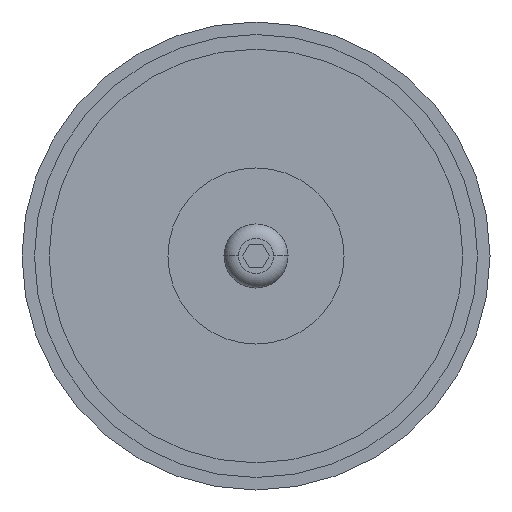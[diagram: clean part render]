
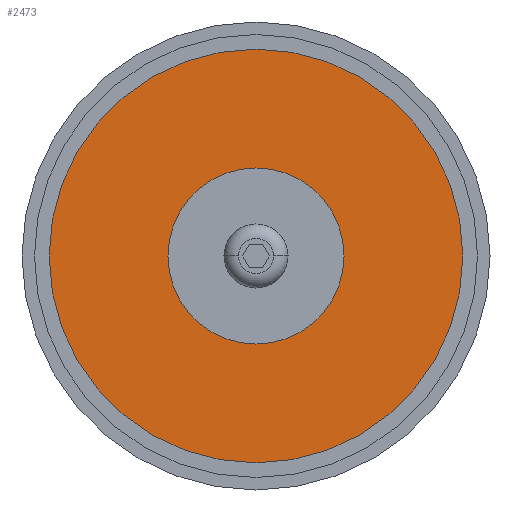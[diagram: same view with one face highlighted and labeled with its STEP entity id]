
A CAD part, left-side view. The second image highlights one B-rep face of the part: STEP entity #2473.
In plain terms, the highlighted face is planar.
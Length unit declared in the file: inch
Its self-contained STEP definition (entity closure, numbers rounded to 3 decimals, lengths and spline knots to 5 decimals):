
#2252=CARTESIAN_POINT('',(0.,0.,0.));
#2253=DIRECTION('',(0.,1.,0.));
#2254=DIRECTION('',(0.,0.,-1.));
#2255=AXIS2_PLACEMENT_3D('',#2252,#2253,#2254);
#2257=CARTESIAN_POINT('',(0.,0.,0.));
#2258=DIRECTION('',(0.,-1.,0.));
#2259=DIRECTION('',(0.,0.,-1.));
#2260=AXIS2_PLACEMENT_3D('',#2257,#2258,#2259);
#2262=CARTESIAN_POINT('',(0.,0.,0.));
#2263=DIRECTION('',(0.,-1.,0.));
#2264=DIRECTION('',(0.,0.,-1.));
#2265=AXIS2_PLACEMENT_3D('',#2262,#2263,#2264);
#2275=CARTESIAN_POINT('',(0.,0.,0.));
#2276=DIRECTION('',(0.,1.,0.));
#2277=DIRECTION('',(0.,0.,-1.));
#2278=AXIS2_PLACEMENT_3D('',#2275,#2276,#2277);
#2429=CARTESIAN_POINT('',(0.,0.,-0.6));
#2431=VERTEX_POINT('',#2429);
#2437=CARTESIAN_POINT('',(0.,0.,0.6));
#2439=VERTEX_POINT('',#2437);
#2440=CARTESIAN_POINT('',(0.,0.,-1.41));
#2442=VERTEX_POINT('',#2440);
#2448=CARTESIAN_POINT('',(0.,0.,1.41));
#2450=VERTEX_POINT('',#2448);
#2456=CARTESIAN_POINT('',(0.,0.,0.));
#2457=DIRECTION('',(0.,-1.,0.));
#2458=DIRECTION('',(0.,0.,1.));
#2459=AXIS2_PLACEMENT_3D('',#2456,#2457,#2458);
#2460=PLANE('',#2459);
#2462=ORIENTED_EDGE('',*,*,#2461,.F.);
#2464=ORIENTED_EDGE('',*,*,#2463,.T.);
#2465=EDGE_LOOP('',(#2462,#2464));
#2466=FACE_OUTER_BOUND('',#2465,.F.);
#2468=ORIENTED_EDGE('',*,*,#2467,.F.);
#2470=ORIENTED_EDGE('',*,*,#2469,.T.);
#2471=EDGE_LOOP('',(#2468,#2470));
#2472=FACE_BOUND('',#2471,.F.);
#2473=ADVANCED_FACE('',(#2466,#2472),#2460,.T.);
#2256=CIRCLE('',#2255,0.6);
#2261=CIRCLE('',#2260,0.6);
#2266=CIRCLE('',#2265,1.41);
#2279=CIRCLE('',#2278,1.41);
#2461=EDGE_CURVE('',#2442,#2450,#2266,.T.);
#2463=EDGE_CURVE('',#2442,#2450,#2279,.T.);
#2467=EDGE_CURVE('',#2431,#2439,#2256,.T.);
#2469=EDGE_CURVE('',#2431,#2439,#2261,.T.);
